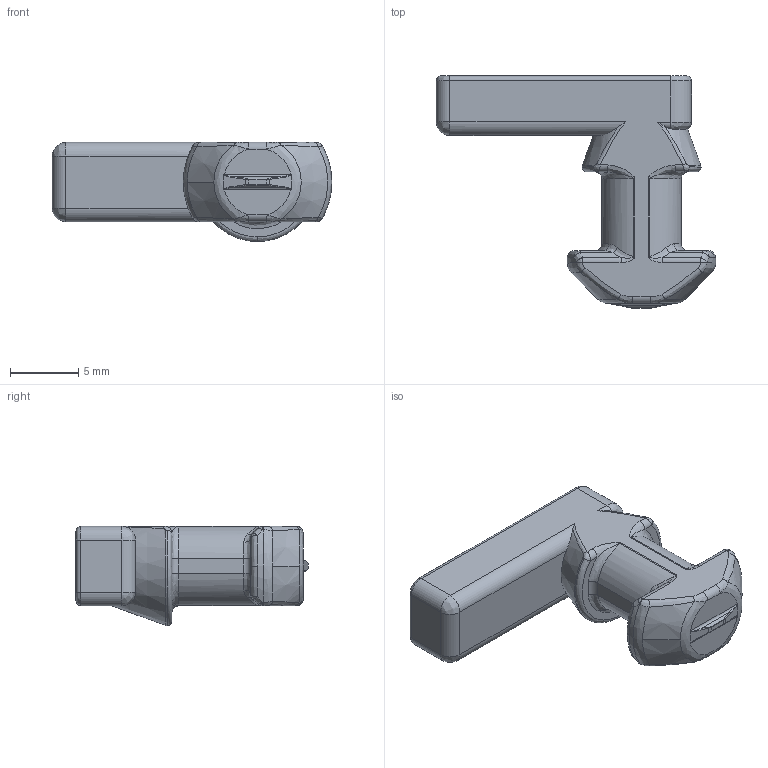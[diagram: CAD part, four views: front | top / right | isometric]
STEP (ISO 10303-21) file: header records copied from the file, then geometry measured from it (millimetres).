
FILE_DESCRIPTION (( 'STEP AP214' ), '1' );
FILE_NAME ('售忒.STEP', '2024-04-23T07:51:12', ( 'Windows User' ), ( 'P R C' ), 'SwSTEP 2.0', 'SolidWorks 2023', '' );
FILE_SCHEMA (( 'AUTOMOTIVE_DESIGN' ));
Length unit declared in the file: millimetre
Products named in the file (1): 扳手
Bounding box: 20.43 x 16.95 x 7.25 mm (x, y, z)
Volume: 913.9 mm3; surface area: 736.9 mm2
Topology: 1 solids, 1 shells, 232 faces, 569 edges, 340 vertices
Faces by surface type: bspline 97, plane 77, cylinder 53, cone 5
Entity records: 9011 total; most frequent: CARTESIAN_POINT 4253, ORIENTED_EDGE 1134, DIRECTION 793, EDGE_CURVE 567, VERTEX_POINT 340, AXIS2_PLACEMENT_3D 271, VECTOR 251, LINE 251
